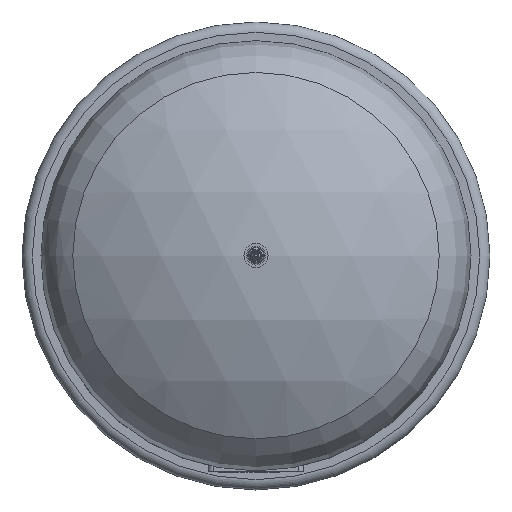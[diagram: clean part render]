
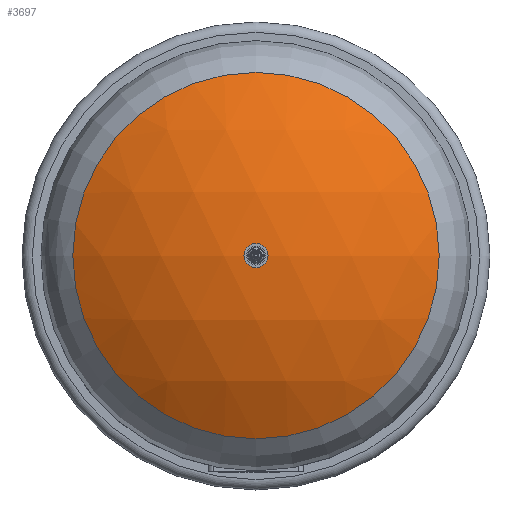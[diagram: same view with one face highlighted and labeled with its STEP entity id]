
A CAD part, top view. The second image highlights one B-rep face of the part: STEP entity #3697.
In plain terms, the highlighted spherical face has radius 200.9 mm.
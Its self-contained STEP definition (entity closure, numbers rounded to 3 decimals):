
#15=SPHERICAL_SURFACE('',#4113,200.9);
#398=FACE_OUTER_BOUND('',#649,.T.);
#649=EDGE_LOOP('',(#3346));
#866=CIRCLE('',#4114,106.483);
#1837=VERTEX_POINT('',#6384);
#2346=EDGE_CURVE('',#1837,#1837,#866,.T.);
#3346=ORIENTED_EDGE('',*,*,#2346,.T.);
#3697=ADVANCED_FACE('',(#398),#15,.T.);
#4113=AXIS2_PLACEMENT_3D('',#6383,#5220,#5221);
#4114=AXIS2_PLACEMENT_3D('',#6385,#5222,#5223);
#5220=DIRECTION('center_axis',(0.,-1.,0.));
#5221=DIRECTION('ref_axis',(1.,0.,0.));
#5222=DIRECTION('center_axis',(0.,0.,1.));
#5223=DIRECTION('ref_axis',(-1.,0.,0.));
#6383=CARTESIAN_POINT('Origin',(0.,0.,103.1));
#6384=CARTESIAN_POINT('',(-106.483,0.,273.459));
#6385=CARTESIAN_POINT('Origin',(0.,0.,273.459));
